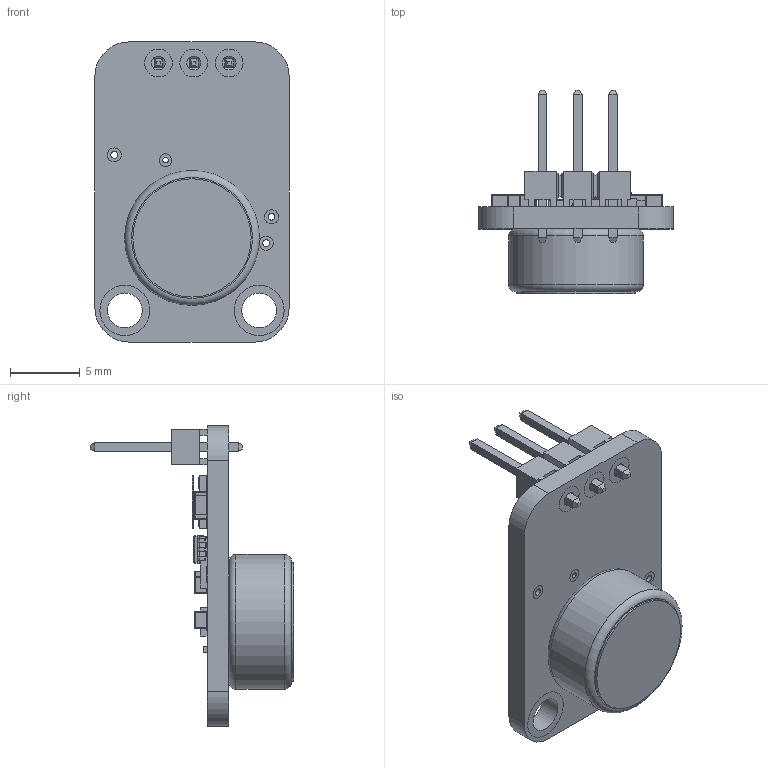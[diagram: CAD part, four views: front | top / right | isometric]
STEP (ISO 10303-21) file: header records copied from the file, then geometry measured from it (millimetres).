
FILE_DESCRIPTION (( 'STEP AP214' ), '1' );
FILE_NAME ('Max4466.STEP', '2019-11-01T23:48:14', ( '' ), ( '' ), 'SwSTEP 2.0', 'SolidWorks 2018', '' );
FILE_SCHEMA (( 'AUTOMOTIVE_DESIGN' ));
Length unit declared in the file: millimetre
Products named in the file (1): Max4466
Bounding box: 13.97 x 14.6 x 21.59 mm (x, y, z)
Volume: 861 mm3; surface area: 1528.8 mm2
Topology: 34 solids, 34 shells, 785 faces, 1889 edges, 1148 vertices
Faces by surface type: plane 526, cylinder 188, bspline 48, torus 15, sphere 8
Full cylindrical faces by diameter (mm): 0.4 x1, 0.5 x4, 0.6 x2, 1 x3, 2.5 x2, 8.5 x1, 9.7 x1
Entity records: 31609 total; most frequent: CARTESIAN_POINT 4619, DIRECTION 3689, ORIENTED_EDGE 3648, EDGE_CURVE 1824, VECTOR 1353, LINE 1353, AXIS2_PLACEMENT_3D 1168, VERTEX_POINT 1148
